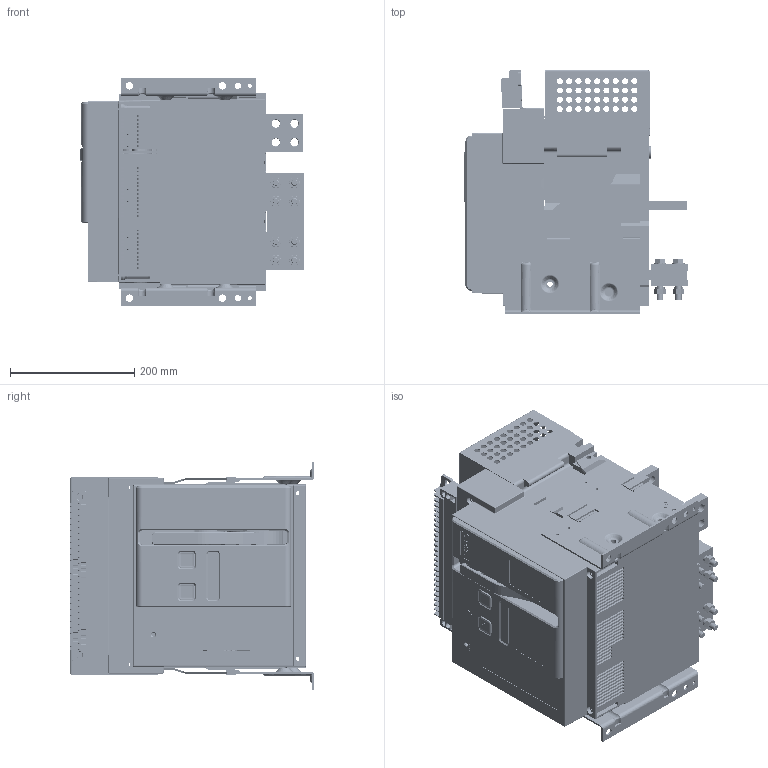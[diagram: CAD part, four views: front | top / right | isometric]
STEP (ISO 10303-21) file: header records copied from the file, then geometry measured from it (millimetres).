
FILE_DESCRIPTION((''),'2;1');
FILE_NAME('CDWNEGZ-2500-1600-3PF_SW0001','2024-08-19T',('zhongyao.huang'),(''),'PRO/ENGINEER BY PARAMETRIC TECHNOLOGY CORPORATION, 2015440','PRO/ENGINEER BY PARAMETRIC TECHNOLOGY CORPORATION, 2015440','');
FILE_SCHEMA(('CONFIG_CONTROL_DESIGN'));
Products named in the file (1): CDWNEGZ-2500-1600-3PF_SW0001
Bounding box: 359.93 x 393 x 368 mm (x, y, z)
Volume: 6941799.2 mm3; surface area: 2509508.8 mm2
Topology: 10 solids, 23 shells, 7332 faces, 20410 edges, 13263 vertices
Faces by surface type: plane 4748, cylinder 1793, cone 438, extrusion 134, torus 128, bspline 78, sphere 13
Entity records: 259203 total; most frequent: CARTESIAN_POINT 67810, ORIENTED_EDGE 40820, DIRECTION 38240, EDGE_CURVE 20410, VECTOR 15200, LINE 15066, VERTEX_POINT 13263, AXIS2_PLACEMENT_3D 11520
